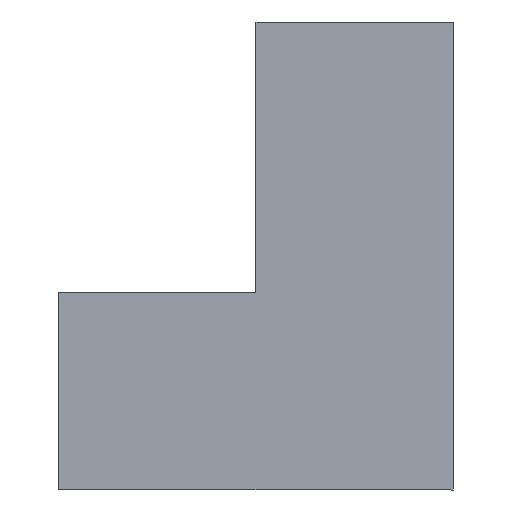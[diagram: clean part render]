
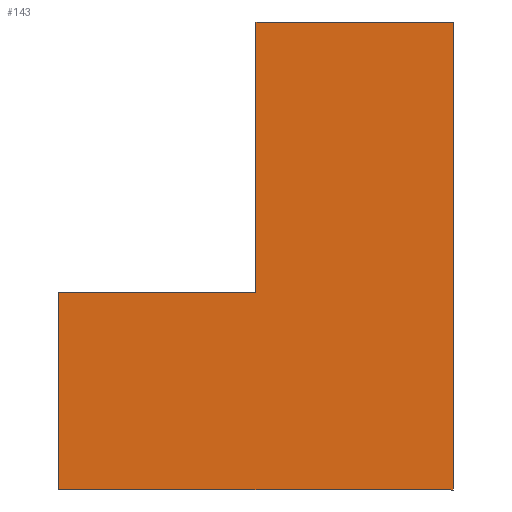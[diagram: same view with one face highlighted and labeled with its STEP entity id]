
A CAD part, left-side view. The second image highlights one B-rep face of the part: STEP entity #143.
In plain terms, the highlighted planar face has unit normal (-1, 0, 0).
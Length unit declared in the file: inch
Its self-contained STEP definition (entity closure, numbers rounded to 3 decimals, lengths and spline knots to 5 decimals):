
#17=FACE_OUTER_BOUND('',#25,.T.);
#25=EDGE_LOOP('',(#105,#106,#107,#108,#109,#110));
#32=LINE('',#213,#50);
#35=LINE('',#219,#53);
#38=LINE('',#225,#56);
#39=LINE('',#227,#57);
#40=LINE('',#229,#58);
#41=LINE('',#230,#59);
#50=VECTOR('',#176,0.3937);
#53=VECTOR('',#181,0.3937);
#56=VECTOR('',#186,0.3937);
#57=VECTOR('',#187,0.3937);
#58=VECTOR('',#188,0.3937);
#59=VECTOR('',#189,0.3937);
#68=VERTEX_POINT('',#210);
#69=VERTEX_POINT('',#212);
#71=VERTEX_POINT('',#218);
#73=VERTEX_POINT('',#224);
#74=VERTEX_POINT('',#226);
#75=VERTEX_POINT('',#228);
#80=EDGE_CURVE('',#68,#69,#32,.F.);
#83=EDGE_CURVE('',#71,#68,#35,.F.);
#86=EDGE_CURVE('',#73,#71,#38,.F.);
#87=EDGE_CURVE('',#74,#73,#39,.F.);
#88=EDGE_CURVE('',#75,#74,#40,.F.);
#89=EDGE_CURVE('',#69,#75,#41,.F.);
#105=ORIENTED_EDGE('',*,*,#86,.F.);
#106=ORIENTED_EDGE('',*,*,#87,.F.);
#107=ORIENTED_EDGE('',*,*,#88,.F.);
#108=ORIENTED_EDGE('',*,*,#89,.F.);
#109=ORIENTED_EDGE('',*,*,#80,.F.);
#110=ORIENTED_EDGE('',*,*,#83,.F.);
#135=PLANE('',#165);
#143=ADVANCED_FACE('',(#17),#135,.T.);
#165=AXIS2_PLACEMENT_3D('',#223,#184,#185);
#176=DIRECTION('',(0.,0.,-1.));
#181=DIRECTION('',(0.,-1.,0.));
#184=DIRECTION('center_axis',(-1.,0.,0.));
#185=DIRECTION('ref_axis',(0.,0.,
1.));
#186=DIRECTION('',(0.,0.,1.));
#187=DIRECTION('',(0.,1.,0.));
#188=DIRECTION('',(0.,0.,-1.));
#189=DIRECTION('',(0.,1.,0.));
#210=CARTESIAN_POINT('',(-343.25,27.87495,-0.48644));
#212=CARTESIAN_POINT('',(-343.25,27.87495,1.51356));
#213=CARTESIAN_POINT('',(-343.25,27.87495,1.70106));
#218=CARTESIAN_POINT('',(-343.25,23.87495,-0.48644));
#219=CARTESIAN_POINT('',(-343.25,26.87495,-0.48644));
#223=CARTESIAN_POINT('Origin',(-343.25,25.87495,1.88856));
#224=CARTESIAN_POINT('',(-343.25,23.87495,4.26356));
#225=CARTESIAN_POINT('',(-343.25,23.87495,0.70106));
#226=CARTESIAN_POINT('',(-343.25,25.87495,4.26356));
#227=CARTESIAN_POINT('',(-343.25,24.87495,4.26356));
#228=CARTESIAN_POINT('',(-343.25,25.87495,1.51356));
#229=CARTESIAN_POINT('',(-343.25,25.87495,3.07606));
#230=CARTESIAN_POINT('',(-343.25,25.87495,1.51356));
